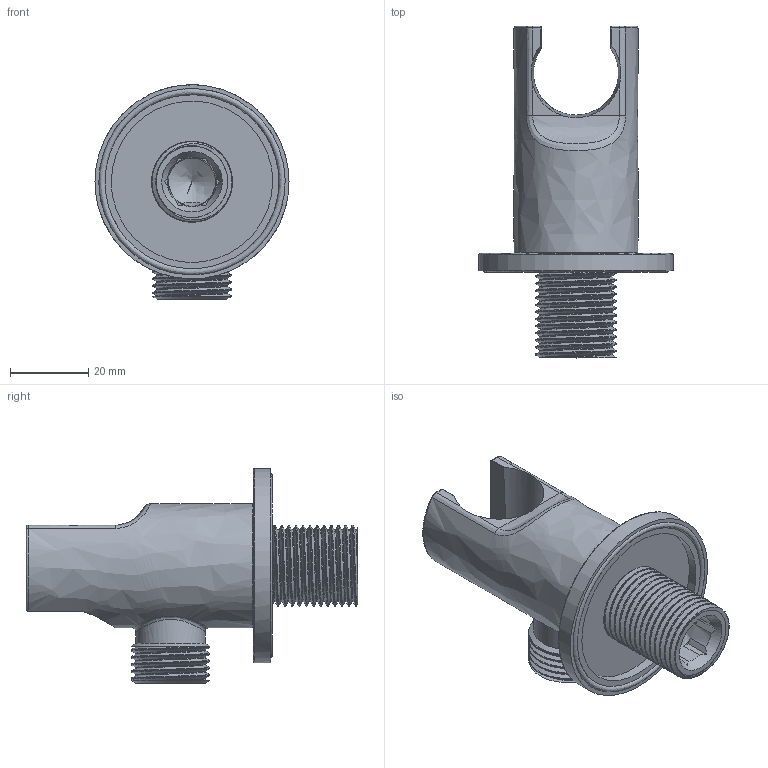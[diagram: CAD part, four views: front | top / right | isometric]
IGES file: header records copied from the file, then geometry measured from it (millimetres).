
Global section: file name: V159; native system: Autodesk Inventor 2018; preprocessor: unknown; author: camerond; date: 20190117.101456; units: millimetre
Bounding box: 49.7 x 85 x 54.94 mm (x, y, z)
Volume: 37817.6 mm3; surface area: 24003.4 mm2
Topology: 5 solids, 5 shells, 282 faces, 761 edges, 510 vertices
Faces by surface type: bspline 282
